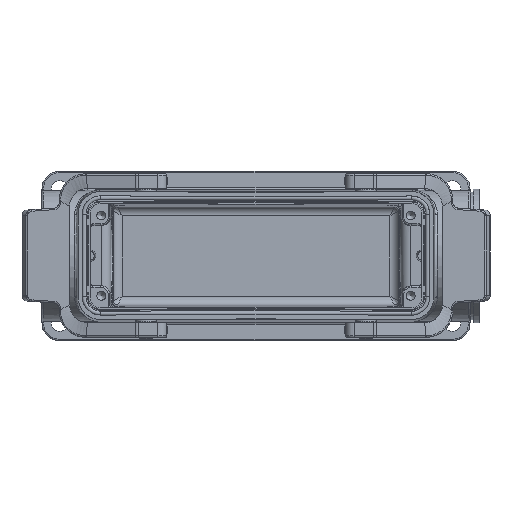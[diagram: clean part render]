
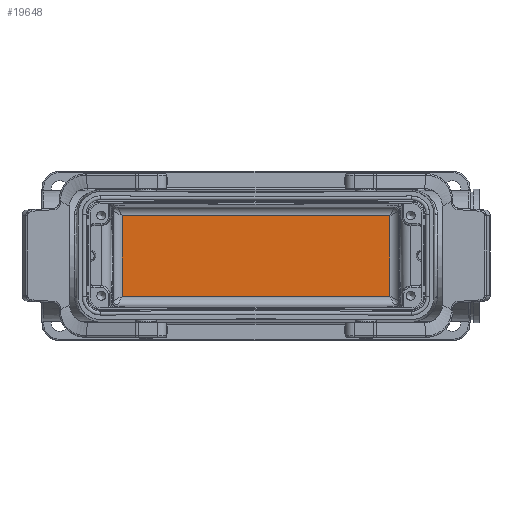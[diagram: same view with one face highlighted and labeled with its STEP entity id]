
A CAD part, top view. The second image highlights one B-rep face of the part: STEP entity #19648.
In plain terms, the highlighted planar face has unit normal (0, 0, 1).
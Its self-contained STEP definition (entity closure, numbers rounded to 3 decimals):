
#19609=CARTESIAN_POINT('',(-48.,17.75,-65.25));
#19610=DIRECTION('',(0.0,0.0,-1.0));
#19611=DIRECTION('',(-1.0,0.0,0.0));
#19612=AXIS2_PLACEMENT_3D('',#19609,#19610,#19611);
#19613=PLANE('',#19612);
#19614=CARTESIAN_POINT('',(-45.056,-13.567,-65.25));
#19615=VERTEX_POINT('',#19614);
#19616=CARTESIAN_POINT('',(45.056,-13.567,-65.25));
#19617=VERTEX_POINT('',#19616);
#19618=CARTESIAN_POINT('',(-45.056,-13.567,-65.25));
#19619=DIRECTION('',(1.0,0.0,0.0));
#19620=VECTOR('',#19619,90.112);
#19621=LINE('',#19618,#19620);
#19622=EDGE_CURVE('',#19615,#19617,#19621,.T.);
#19623=ORIENTED_EDGE('',*,*,#19622,.T.);
#19624=CARTESIAN_POINT('',(45.056,13.567,-65.25));
#19625=VERTEX_POINT('',#19624);
#19626=CARTESIAN_POINT('',(45.056,-13.567,-65.25));
#19627=DIRECTION('',(0.0,1.0,0.0));
#19628=VECTOR('',#19627,27.135);
#19629=LINE('',#19626,#19628);
#19630=EDGE_CURVE('',#19617,#19625,#19629,.T.);
#19631=ORIENTED_EDGE('',*,*,#19630,.T.);
#19632=CARTESIAN_POINT('',(-45.056,13.567,-65.25));
#19633=VERTEX_POINT('',#19632);
#19634=CARTESIAN_POINT('',(45.056,13.567,-65.25));
#19635=DIRECTION('',(-1.0,0.0,0.0));
#19636=VECTOR('',#19635,90.112);
#19637=LINE('',#19634,#19636);
#19638=EDGE_CURVE('',#19625,#19633,#19637,.T.);
#19639=ORIENTED_EDGE('',*,*,#19638,.T.);
#19640=CARTESIAN_POINT('',(-45.056,13.567,-65.25));
#19641=DIRECTION('',(0.0,-1.0,0.0));
#19642=VECTOR('',#19641,27.135);
#19643=LINE('',#19640,#19642);
#19644=EDGE_CURVE('',#19633,#19615,#19643,.T.);
#19645=ORIENTED_EDGE('',*,*,#19644,.T.);
#19646=EDGE_LOOP('',(#19623,#19631,#19639,#19645));
#19647=FACE_OUTER_BOUND('',#19646,.T.);
#19648=ADVANCED_FACE('',(#19647),#19613,.F.);
